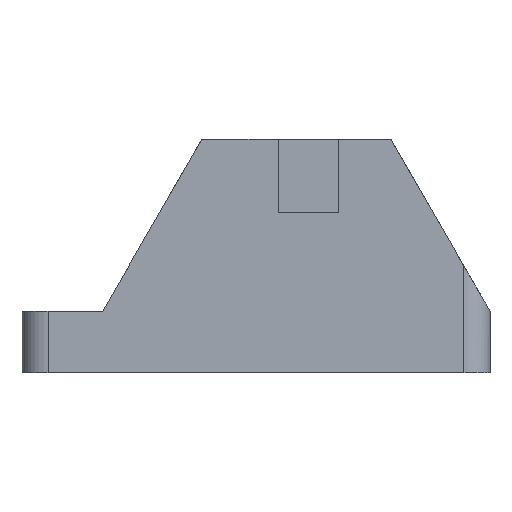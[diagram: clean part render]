
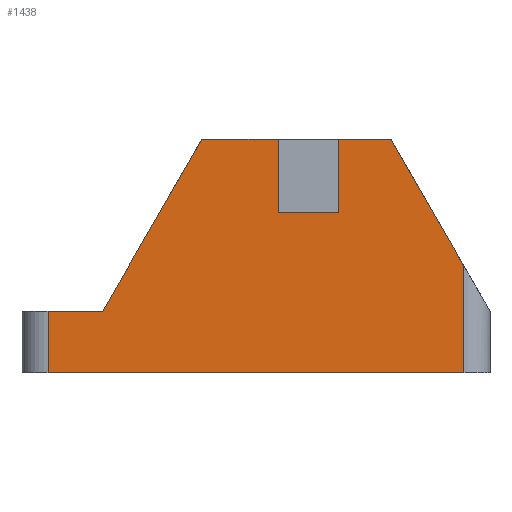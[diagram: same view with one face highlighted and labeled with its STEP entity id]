
A CAD part, left-side view. The second image highlights one B-rep face of the part: STEP entity #1438.
In plain terms, the highlighted planar face has unit normal (-1, 0, 0).
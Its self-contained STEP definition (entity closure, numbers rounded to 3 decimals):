
#331 = VERTEX_POINT('',#332);
#332 = CARTESIAN_POINT('',(-36.15,-33.9,0.));
#339 = EDGE_CURVE('',#331,#340,#342,.T.);
#340 = VERTEX_POINT('',#341);
#341 = CARTESIAN_POINT('',(-36.15,33.9,0.));
#342 = LINE('',#343,#344);
#343 = CARTESIAN_POINT('',(-36.15,-33.9,0.));
#344 = VECTOR('',#345,1.);
#345 = DIRECTION('',(0.,1.,0.));
#652 = VERTEX_POINT('',#653);
#653 = CARTESIAN_POINT('',(-36.15,25.,10.));
#734 = VERTEX_POINT('',#735);
#735 = CARTESIAN_POINT('',(-36.15,33.9,10.));
#742 = EDGE_CURVE('',#734,#652,#743,.T.);
#743 = LINE('',#744,#745);
#744 = CARTESIAN_POINT('',(-36.15,-4.45,10.));
#745 = VECTOR('',#746,1.);
#746 = DIRECTION('',(0.,-1.,0.));
#1420 = VERTEX_POINT('',#1421);
#1421 = CARTESIAN_POINT('',(-36.15,-33.9,17.361));
#1428 = EDGE_CURVE('',#331,#1420,#1429,.T.);
#1429 = LINE('',#1430,#1431);
#1430 = CARTESIAN_POINT('',(-36.15,-33.9,0.));
#1431 = VECTOR('',#1432,1.);
#1432 = DIRECTION('',(0.,0.,1.));
#1438 = ADVANCED_FACE('',(#1439),#1504,.F.);
#1439 = FACE_BOUND('',#1440,.T.);
#1440 = EDGE_LOOP('',(#1441,#1442,#1443,#1451,#1459,#1467,#1475,#1483,
    #1491,#1497,#1498));
#1441 = ORIENTED_EDGE('',*,*,#339,.F.);
#1442 = ORIENTED_EDGE('',*,*,#1428,.T.);
#1443 = ORIENTED_EDGE('',*,*,#1444,.T.);
#1444 = EDGE_CURVE('',#1420,#1445,#1447,.T.);
#1445 = VERTEX_POINT('',#1446);
#1446 = CARTESIAN_POINT('',(-36.15,-21.984,38.));
#1447 = LINE('',#1448,#1449);
#1448 = CARTESIAN_POINT('',(-36.15,-31.169,22.091));
#1449 = VECTOR('',#1450,1.);
#1450 = DIRECTION('',(0.,0.5,0.866));
#1451 = ORIENTED_EDGE('',*,*,#1452,.T.);
#1452 = EDGE_CURVE('',#1445,#1453,#1455,.T.);
#1453 = VERTEX_POINT('',#1454);
#1454 = CARTESIAN_POINT('',(-36.15,-13.473,38.));
#1455 = LINE('',#1456,#1457);
#1456 = CARTESIAN_POINT('',(-36.15,-33.9,38.));
#1457 = VECTOR('',#1458,1.);
#1458 = DIRECTION('',(0.,1.,0.));
#1459 = ORIENTED_EDGE('',*,*,#1460,.T.);
#1460 = EDGE_CURVE('',#1453,#1461,#1463,.T.);
#1461 = VERTEX_POINT('',#1462);
#1462 = CARTESIAN_POINT('',(-36.15,-13.473,26.056));
#1463 = LINE('',#1464,#1465);
#1464 = CARTESIAN_POINT('',(-36.15,-13.473,38.121));
#1465 = VECTOR('',#1466,1.);
#1466 = DIRECTION('',(0.,0.,-1.));
#1467 = ORIENTED_EDGE('',*,*,#1468,.T.);
#1468 = EDGE_CURVE('',#1461,#1469,#1471,.T.);
#1469 = VERTEX_POINT('',#1470);
#1470 = CARTESIAN_POINT('',(-36.15,-3.606,26.056));
#1471 = LINE('',#1472,#1473);
#1472 = CARTESIAN_POINT('',(-36.15,-13.473,26.056));
#1473 = VECTOR('',#1474,1.);
#1474 = DIRECTION('',(0.,1.,0.));
#1475 = ORIENTED_EDGE('',*,*,#1476,.T.);
#1476 = EDGE_CURVE('',#1469,#1477,#1479,.T.);
#1477 = VERTEX_POINT('',#1478);
#1478 = CARTESIAN_POINT('',(-36.15,-3.606,38.));
#1479 = LINE('',#1480,#1481);
#1480 = CARTESIAN_POINT('',(-36.15,-3.606,26.056));
#1481 = VECTOR('',#1482,1.);
#1482 = DIRECTION('',(0.,0.,1.));
#1483 = ORIENTED_EDGE('',*,*,#1484,.T.);
#1484 = EDGE_CURVE('',#1477,#1485,#1487,.T.);
#1485 = VERTEX_POINT('',#1486);
#1486 = CARTESIAN_POINT('',(-36.15,8.834,38.));
#1487 = LINE('',#1488,#1489);
#1488 = CARTESIAN_POINT('',(-36.15,-33.9,38.));
#1489 = VECTOR('',#1490,1.);
#1490 = DIRECTION('',(0.,1.,0.));
#1491 = ORIENTED_EDGE('',*,*,#1492,.F.);
#1492 = EDGE_CURVE('',#652,#1485,#1493,.T.);
#1493 = LINE('',#1494,#1495);
#1494 = CARTESIAN_POINT('',(-36.15,11.188,33.923));
#1495 = VECTOR('',#1496,1.);
#1496 = DIRECTION('',(0.,-0.5,0.866));
#1497 = ORIENTED_EDGE('',*,*,#742,.F.);
#1498 = ORIENTED_EDGE('',*,*,#1499,.F.);
#1499 = EDGE_CURVE('',#340,#734,#1500,.T.);
#1500 = LINE('',#1501,#1502);
#1501 = CARTESIAN_POINT('',(-36.15,33.9,0.));
#1502 = VECTOR('',#1503,1.);
#1503 = DIRECTION('',(0.,0.,1.));
#1504 = PLANE('',#1505);
#1505 = AXIS2_PLACEMENT_3D('',#1506,#1507,#1508);
#1506 = CARTESIAN_POINT('',(-36.15,-33.9,0.));
#1507 = DIRECTION('',(1.,0.,0.));
#1508 = DIRECTION('',(-0.,-1.,-0.));
